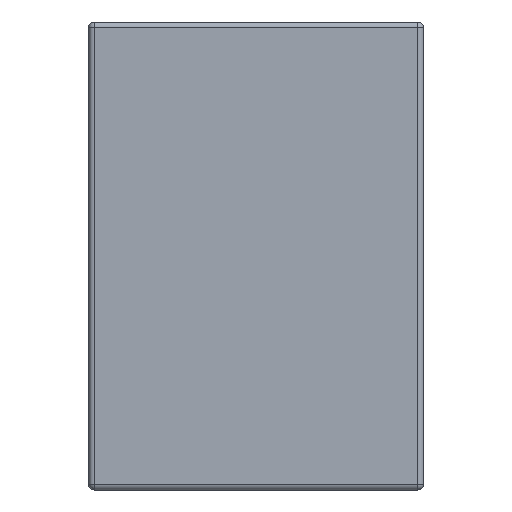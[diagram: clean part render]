
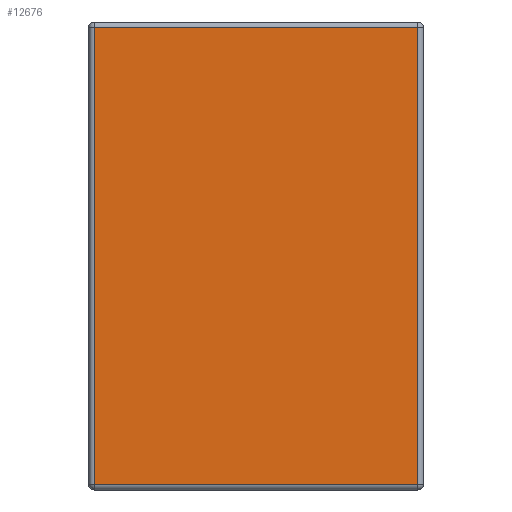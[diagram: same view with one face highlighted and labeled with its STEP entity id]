
A CAD part, left-side view. The second image highlights one B-rep face of the part: STEP entity #12676.
In plain terms, the highlighted planar face has unit normal (-1, 0, 0).
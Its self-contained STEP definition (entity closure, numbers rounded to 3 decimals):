
#3720=DIRECTION('',(0.,0.,-1.));
#3721=VECTOR('',#3720,3.12);
#3722=CARTESIAN_POINT('',(-2.25,0.04,1.56));
#3723=LINE('',#3722,#3721);
#3727=DIRECTION('',(0.,1.,0.));
#3728=VECTOR('',#3727,2.21);
#3729=CARTESIAN_POINT('',(-2.25,0.04,-1.56));
#3730=LINE('',#3729,#3728);
#3734=DIRECTION('',(0.,0.,1.));
#3735=VECTOR('',#3734,3.12);
#3736=CARTESIAN_POINT('',(-2.25,2.25,-1.56));
#3737=LINE('',#3736,#3735);
#3741=DIRECTION('',(0.,-1.,0.));
#3742=VECTOR('',#3741,2.21);
#3743=CARTESIAN_POINT('',(-2.25,2.25,1.56));
#3744=LINE('',#3743,#3742);
#6100=CARTESIAN_POINT('',(-2.25,0.04,1.56));
#6101=CARTESIAN_POINT('',(-2.25,0.04,-1.56));
#6102=VERTEX_POINT('',#6100);
#6103=VERTEX_POINT('',#6101);
#6108=CARTESIAN_POINT('',(-2.25,2.25,-1.56));
#6109=VERTEX_POINT('',#6108);
#6114=CARTESIAN_POINT('',(-2.25,2.25,1.56));
#6115=VERTEX_POINT('',#6114);
#12664=CARTESIAN_POINT('',(-2.25,0.,-1.6));
#12665=DIRECTION('',(-1.,0.,0.));
#12666=DIRECTION('',(0.,0.,1.));
#12667=AXIS2_PLACEMENT_3D('',#12664,#12665,#12666);
#12668=PLANE('',#12667);
#12670=ORIENTED_EDGE('',*,*,#12669,.T.);
#12671=ORIENTED_EDGE('',*,*,#11591,.T.);
#12672=ORIENTED_EDGE('',*,*,#12646,.T.);
#12673=ORIENTED_EDGE('',*,*,#10335,.T.);
#12674=EDGE_LOOP('',(#12670,#12671,#12672,#12673));
#12675=FACE_OUTER_BOUND('',#12674,.F.);
#12676=ADVANCED_FACE('',(#12675),#12668,.T.);
#10335=EDGE_CURVE('',#6115,#6102,#3744,.T.);
#11591=EDGE_CURVE('',#6103,#6109,#3730,.T.);
#12646=EDGE_CURVE('',#6109,#6115,#3737,.T.);
#12669=EDGE_CURVE('',#6102,#6103,#3723,.T.);
